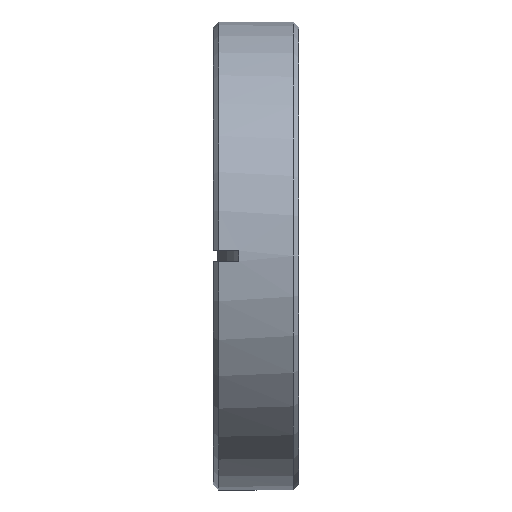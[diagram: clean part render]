
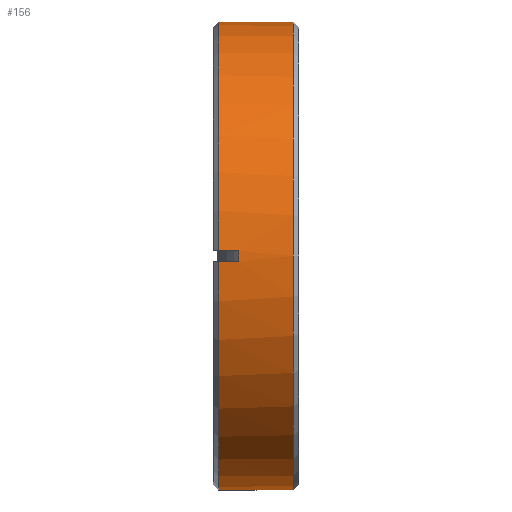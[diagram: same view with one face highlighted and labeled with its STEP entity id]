
A CAD part, left-side view. The second image highlights one B-rep face of the part: STEP entity #156.
In plain terms, the highlighted cylindrical face has radius 34.925 mm (diameter 69.85 mm), a partial arc.
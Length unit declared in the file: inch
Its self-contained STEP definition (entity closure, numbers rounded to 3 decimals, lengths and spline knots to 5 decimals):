
#156 = ADVANCED_FACE ( 'NONE', ( #1742 ), #1737, .T. ) ;
#170 = EDGE_CURVE ( 'NONE', #2149, #1718, #1542, .T. ) ;
#175 = EDGE_CURVE ( 'NONE', #1237, #1720, #1974, .T. ) ;
#199 = EDGE_CURVE ( 'NONE', #1718, #984, #419, .T. ) ;
#201 = EDGE_CURVE ( 'NONE', #1063, #1720, #2081, .T. ) ;
#209 = EDGE_CURVE ( 'NONE', #991, #1063, #442, .T. ) ;
#249 = EDGE_CURVE ( 'NONE', #1237, #984, #1586, .T. ) ;
#256 = EDGE_CURVE ( 'NONE', #982, #991, #1440, .T. ) ;
#344 = EDGE_CURVE ( 'NONE', #2149, #982, #786, .T. ) ;
#419 = LINE ( 'NONE', #423, #1424 ) ;
#423 = CARTESIAN_POINT ( 'NONE',  ( 0., 0., 1.375 ) ) ;
#424 = DIRECTION ( 'NONE',  ( 0., 1., 0. ) ) ;
#425 = CARTESIAN_POINT ( 'NONE',  ( -1.37488, 0.35209, -0.02067 ) ) ;
#426 = CARTESIAN_POINT ( 'NONE',  ( -1.37465, 0.35212, -0.031 ) ) ;
#430 = CARTESIAN_POINT ( 'NONE',  ( -1.37512, 0.35206, -0.00002 ) ) ;
#431 = CARTESIAN_POINT ( 'NONE',  ( -1.37488, 0.35209, 0.02066 ) ) ;
#432 = CARTESIAN_POINT ( 'NONE',  ( -1.37465, 0.35212, 0.031 ) ) ;
#442 = LINE ( 'NONE', #454, #1607 ) ;
#454 = CARTESIAN_POINT ( 'NONE',  ( -1.37465, 0., -0.031 ) ) ;
#455 = DIRECTION ( 'NONE',  ( 0., -1., 0. ) ) ;
#484 = EDGE_LOOP ( 'NONE', ( #1044, #2068, #1100, #1058, #1043, #1096, #617, #1098 ) ) ;
#535 = CARTESIAN_POINT ( 'NONE',  ( 0., 0.47, 0. ) ) ;
#536 = DIRECTION ( 'NONE',  ( 0., 1., 0. ) ) ;
#537 = DIRECTION ( 'NONE',  ( 0., 0., 1. ) ) ;
#617 = ORIENTED_EDGE ( 'NONE', *, *, #209, .F. ) ;
#786 = LINE ( 'NONE', #795, #1367 ) ;
#795 = CARTESIAN_POINT ( 'NONE',  ( 0., 0., -1.375 ) ) ;
#806 = DIRECTION ( 'NONE',  ( 0., 1., 0. ) ) ;
#846 = CARTESIAN_POINT ( 'NONE',  ( 0., 0.47, 1.375 ) ) ;
#847 = CARTESIAN_POINT ( 'NONE',  ( 0., 0.47, -1.375 ) ) ;
#854 = CARTESIAN_POINT ( 'NONE',  ( -1.37465, 0.47, -0.031 ) ) ;
#859 = CARTESIAN_POINT ( 'NONE',  ( -1.37465, 0.35212, -0.031 ) ) ;
#876 = CARTESIAN_POINT ( 'NONE',  ( -1.37465, 0.47, 0.031 ) ) ;
#896 = CARTESIAN_POINT ( 'NONE',  ( 0., 0.03, 1.375 ) ) ;
#899 = CARTESIAN_POINT ( 'NONE',  ( -1.37465, 0.35212, 0.031 ) ) ;
#982 = VERTEX_POINT ( 'NONE', #847 ) ;
#984 = VERTEX_POINT ( 'NONE', #846 ) ;
#991 = VERTEX_POINT ( 'NONE', #854 ) ;
#1043 = ORIENTED_EDGE ( 'NONE', *, *, #175, .T. ) ;
#1044 = ORIENTED_EDGE ( 'NONE', *, *, #344, .F. ) ;
#1058 = ORIENTED_EDGE ( 'NONE', *, *, #249, .F. ) ;
#1063 = VERTEX_POINT ( 'NONE', #859 ) ;
#1096 = ORIENTED_EDGE ( 'NONE', *, *, #201, .F. ) ;
#1098 = ORIENTED_EDGE ( 'NONE', *, *, #256, .F. ) ;
#1100 = ORIENTED_EDGE ( 'NONE', *, *, #199, .T. ) ;
#1193 = CARTESIAN_POINT ( 'NONE',  ( 0., 0.47, 0. ) ) ;
#1194 = DIRECTION ( 'NONE',  ( 0., 1., 0. ) ) ;
#1195 = DIRECTION ( 'NONE',  ( 0., 0., 1. ) ) ;
#1237 = VERTEX_POINT ( 'NONE', #876 ) ;
#1367 = VECTOR ( 'NONE', #806, 39.37008 ) ;
#1424 = VECTOR ( 'NONE', #424, 39.37008 ) ;
#1440 = CIRCLE ( 'NONE', #1442, 1.375 ) ;
#1442 = AXIS2_PLACEMENT_3D ( 'NONE', #1193, #1194, #1195 ) ;
#1534 = AXIS2_PLACEMENT_3D ( 'NONE', #1746, #1745, #1748 ) ;
#1542 = CIRCLE ( 'NONE', #1549, 1.375 ) ;
#1548 = VECTOR ( 'NONE', #1978, 39.37008 ) ;
#1549 = AXIS2_PLACEMENT_3D ( 'NONE', #1962, #1963, #1964 ) ;
#1586 = CIRCLE ( 'NONE', #1645, 1.375 ) ;
#1607 = VECTOR ( 'NONE', #455, 39.37008 ) ;
#1645 = AXIS2_PLACEMENT_3D ( 'NONE', #535, #536, #537 ) ;
#1718 = VERTEX_POINT ( 'NONE', #896 ) ;
#1720 = VERTEX_POINT ( 'NONE', #899 ) ;
#1737 = CYLINDRICAL_SURFACE ( 'NONE', #1534, 1.375 ) ;
#1742 = FACE_OUTER_BOUND ( 'NONE', #484, .T. ) ;
#1745 = DIRECTION ( 'NONE',  ( 0., 1., 0. ) ) ;
#1746 = CARTESIAN_POINT ( 'NONE',  ( 0., 0., 0. ) ) ;
#1748 = DIRECTION ( 'NONE',  ( 0., 0., 1. ) ) ;
#1786 = CARTESIAN_POINT ( 'NONE',  ( 0., 0.03, -1.375 ) ) ;
#1962 = CARTESIAN_POINT ( 'NONE',  ( 0., 0.03, 0. ) ) ;
#1963 = DIRECTION ( 'NONE',  ( 0., 1., 0. ) ) ;
#1964 = DIRECTION ( 'NONE',  ( 0., 0., 1. ) ) ;
#1970 = CARTESIAN_POINT ( 'NONE',  ( -1.37465, 0., 0.031 ) ) ;
#1974 = LINE ( 'NONE', #1970, #1548 ) ;
#1978 = DIRECTION ( 'NONE',  ( 0., -1., 0. ) ) ;
#2068 = ORIENTED_EDGE ( 'NONE', *, *, #170, .T. ) ;
#2081 = B_SPLINE_CURVE_WITH_KNOTS ( 'NONE', 3,
 ( #426, #425, #430, #431, #432 ),
 .UNSPECIFIED., .F., .F.,
 ( 4, 1, 4 ),
 ( 0.06848, 0.06927, 0.07005 ),
 .UNSPECIFIED. ) ;
#2149 = VERTEX_POINT ( 'NONE', #1786 ) ;
